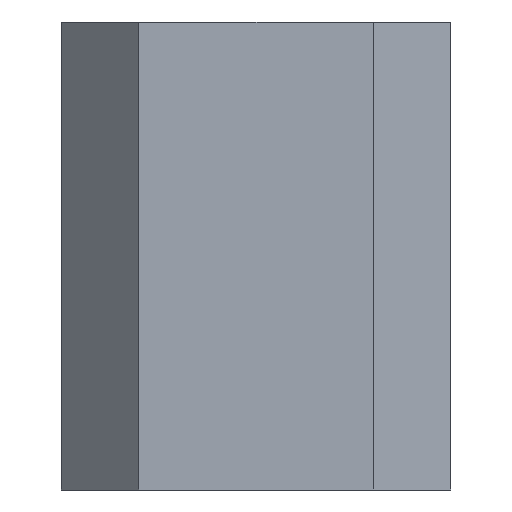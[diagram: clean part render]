
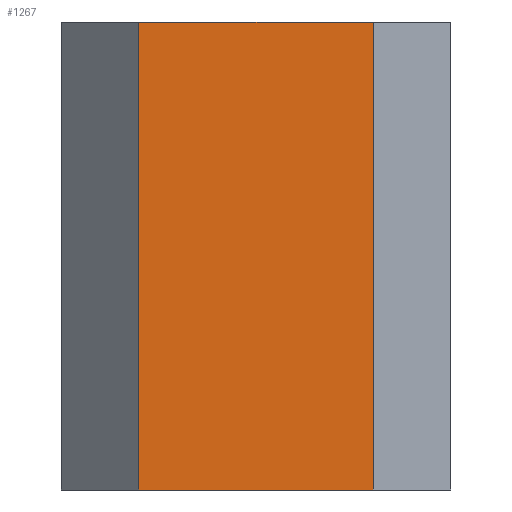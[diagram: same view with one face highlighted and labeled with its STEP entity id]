
A CAD part, front view. The second image highlights one B-rep face of the part: STEP entity #1267.
In plain terms, the highlighted planar face has unit normal (0, -1, 0).
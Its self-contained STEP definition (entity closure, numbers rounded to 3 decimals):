
#157=FACE_OUTER_BOUND('',#223,.T.);
#223=EDGE_LOOP('',(#997,#998,#999,#1000));
#326=LINE('',#2127,#451);
#327=LINE('',#2129,#452);
#328=LINE('',#2131,#453);
#329=LINE('',#2132,#454);
#451=VECTOR('',#1735,10.);
#452=VECTOR('',#1736,10.);
#453=VECTOR('',#1737,10.);
#454=VECTOR('',#1738,10.);
#609=VERTEX_POINT('',#2125);
#610=VERTEX_POINT('',#2126);
#611=VERTEX_POINT('',#2128);
#612=VERTEX_POINT('',#2130);
#766=EDGE_CURVE('',#609,#610,#326,.T.);
#767=EDGE_CURVE('',#611,#609,#327,.T.);
#768=EDGE_CURVE('',#612,#611,#328,.T.);
#769=EDGE_CURVE('',#610,#612,#329,.T.);
#997=ORIENTED_EDGE('',*,*,#766,.F.);
#998=ORIENTED_EDGE('',*,*,#767,.F.);
#999=ORIENTED_EDGE('',*,*,#768,.F.);
#1000=ORIENTED_EDGE('',*,*,#769,.F.);
#1201=PLANE('',#1411);
#1267=ADVANCED_FACE('',(#157),#1201,.F.);
#1411=AXIS2_PLACEMENT_3D('',#2124,#1733,#1734);
#1733=DIRECTION('center_axis',(0.,1.,0.));
#1734=DIRECTION('ref_axis',(0.,0.,1.));
#1735=DIRECTION('',(-1.,0.,0.));
#1736=DIRECTION('',(0.,0.,-1.));
#1737=DIRECTION('',(1.,0.,0.));
#1738=DIRECTION('',(0.,0.,1.));
#2124=CARTESIAN_POINT('Origin',(150.,-5.,6.));
#2125=CARTESIAN_POINT('',(153.,-5.,0.));
#2126=CARTESIAN_POINT('',(147.,-5.,0.));
#2127=CARTESIAN_POINT('',(150.003,-5.,0.));
#2128=CARTESIAN_POINT('',(153.,-5.,12.));
#2129=CARTESIAN_POINT('',(153.,-5.,6.));
#2130=CARTESIAN_POINT('',(147.,-5.,12.));
#2131=CARTESIAN_POINT('',(150.,-5.,12.));
#2132=CARTESIAN_POINT('',(147.,-5.,6.));
